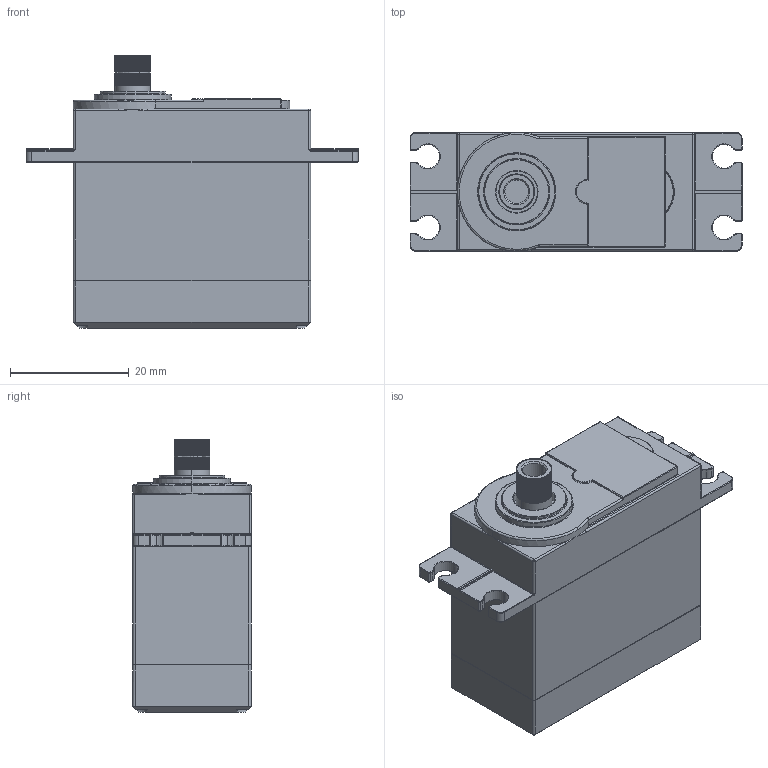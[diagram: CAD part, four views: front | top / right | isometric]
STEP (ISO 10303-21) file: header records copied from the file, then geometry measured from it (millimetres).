
FILE_DESCRIPTION (( 'STEP AP203' ), '1' );
FILE_NAME ('Servo Motor_Varsayilan_sldprt.STEP', '2018-02-10T01:21:04', ( '' ), ( '' ), 'SwSTEP 2.0', 'SolidWorks 2017', '' );
FILE_SCHEMA (( 'CONFIG_CONTROL_DESIGN' ));
Length unit declared in the file: millimetre
Products named in the file (1): Servo Motor_Varsayilan_sldprt
Bounding box: 56 x 20 x 46 mm (x, y, z)
Volume: 31284.7 mm3; surface area: 10366.4 mm2
Topology: 4 solids, 4 shells, 627 faces, 1680 edges, 1048 vertices
Faces by surface type: plane 386, cylinder 135, torus 84, bspline 12, sphere 8, cone 2
Entity records: 19747 total; most frequent: CARTESIAN_POINT 3871, DIRECTION 3375, ORIENTED_EDGE 3328, EDGE_CURVE 1664, AXIS2_PLACEMENT_3D 1147, LINE 1081, VECTOR 1081, VERTEX_POINT 1048
